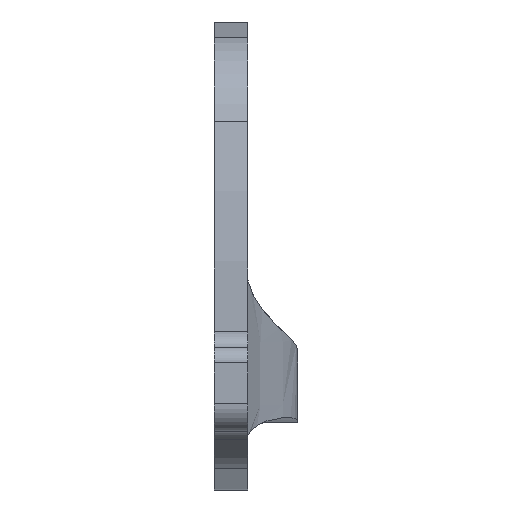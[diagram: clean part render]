
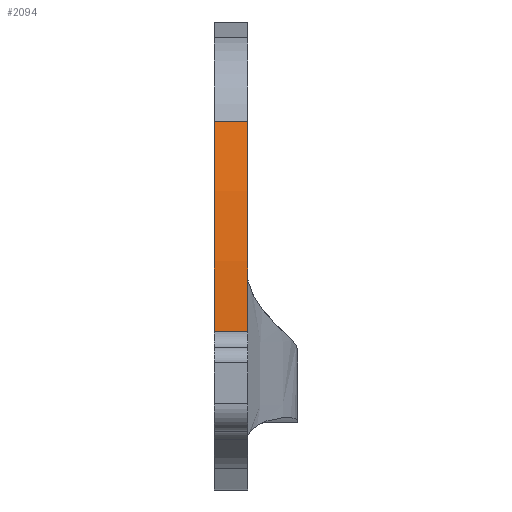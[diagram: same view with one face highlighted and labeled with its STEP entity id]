
A CAD part, front view. The second image highlights one B-rep face of the part: STEP entity #2094.
In plain terms, the highlighted cylindrical face has radius 150 mm (diameter 300 mm), a partial arc.
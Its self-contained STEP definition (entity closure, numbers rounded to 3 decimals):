
#41=CARTESIAN_POINT('',(0.,16.335,-47.71));
#42=DIRECTION('',(1.,0.,0.));
#43=DIRECTION('',(0.,-0.971,0.239));
#44=AXIS2_PLACEMENT_3D('',#41,#42,#43);
#218=CARTESIAN_POINT('',(6.,16.335,-47.71));
#219=DIRECTION('',(1.,0.,0.));
#220=DIRECTION('',(0.,-0.971,0.239));
#221=AXIS2_PLACEMENT_3D('',#218,#219,#220);
#806=DIRECTION('',(-1.,0.,0.));
#807=VECTOR('',#806,6.);
#808=CARTESIAN_POINT('',(6.,-133.658,-49.196));
#809=LINE('',#808,#807);
#810=DIRECTION('',(-1.,0.,0.));
#811=VECTOR('',#810,6.);
#812=CARTESIAN_POINT('',(6.,-129.308,-11.816));
#813=LINE('',#812,#811);
#930=CARTESIAN_POINT('',(0.,-129.308,-11.816));
#932=VERTEX_POINT('',#930);
#936=CARTESIAN_POINT('',(6.,-129.308,-11.816));
#937=VERTEX_POINT('',#936);
#946=CARTESIAN_POINT('',(6.,-133.658,-49.196));
#947=CARTESIAN_POINT('',(0.,-133.658,-49.196));
#948=VERTEX_POINT('',#946);
#949=VERTEX_POINT('',#947);
#2082=CARTESIAN_POINT('',(0.,16.335,-47.71));
#2083=DIRECTION('',(1.,0.,0.));
#2084=DIRECTION('',(0.,-1.,0.));
#2085=AXIS2_PLACEMENT_3D('',#2082,#2083,#2084);
#2086=CYLINDRICAL_SURFACE('',#2085,150.);
#2087=ORIENTED_EDGE('',*,*,#2074,.T.);
#2088=ORIENTED_EDGE('',*,*,#1141,.F.);
#2090=ORIENTED_EDGE('',*,*,#2089,.F.);
#2091=ORIENTED_EDGE('',*,*,#1300,.T.);
#2092=EDGE_LOOP('',(#2087,#2088,#2090,#2091));
#2093=FACE_OUTER_BOUND('',#2092,.F.);
#2094=ADVANCED_FACE('',(#2093),#2086,.T.);
#45=CIRCLE('',#44,150.);
#222=CIRCLE('',#221,150.);
#1141=EDGE_CURVE('',#932,#949,#45,.T.);
#1300=EDGE_CURVE('',#937,#948,#222,.T.);
#2074=EDGE_CURVE('',#948,#949,#809,.T.);
#2089=EDGE_CURVE('',#937,#932,#813,.T.);
